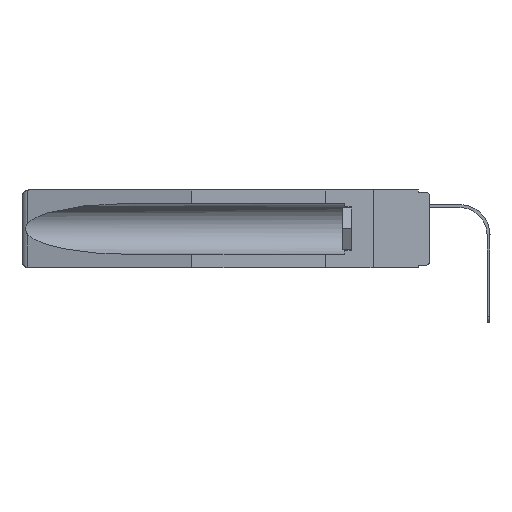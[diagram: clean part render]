
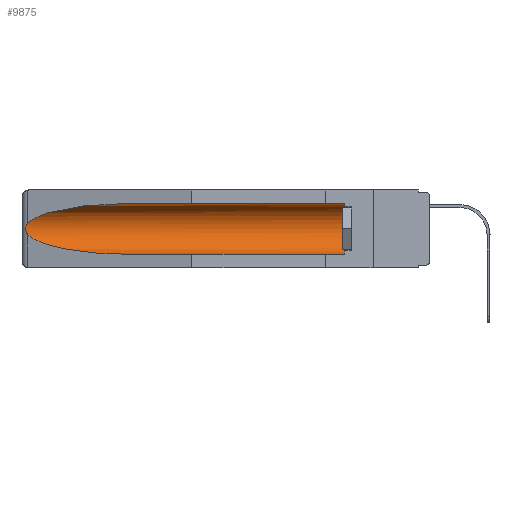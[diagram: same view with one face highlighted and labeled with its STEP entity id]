
A CAD part, left-side view. The second image highlights one B-rep face of the part: STEP entity #9875.
In plain terms, the highlighted cylindrical face has radius 2.857 mm (diameter 5.715 mm), a partial arc.
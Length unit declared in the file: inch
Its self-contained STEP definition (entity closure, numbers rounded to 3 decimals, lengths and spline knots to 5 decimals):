
#169 = LINE ( 'NONE', #13648, #11141 ) ;
#189 = CARTESIAN_POINT ( 'NONE',  ( 0.2675, 1.53308, -0.16763 ) ) ;
#394 = CARTESIAN_POINT ( 'NONE',  ( 0.155, 0.126, -0.059 ) ) ;
#463 = CARTESIAN_POINT ( 'NONE',  ( 0.2673, 1.53269, -0.17917 ) ) ;
#980 = CYLINDRICAL_SURFACE ( 'NONE', #9125, 0.1125 ) ;
#1458 = VERTEX_POINT ( 'NONE', #2877 ) ;
#1629 = CARTESIAN_POINT ( 'NONE',  ( 0.25451, 1.48313, -0.09465 ) ) ;
#1718 = CARTESIAN_POINT ( 'NONE',  ( 0.21114, 1.30732, -0.284 ) ) ;
#1891 = CARTESIAN_POINT ( 'NONE',  ( 0.155, 1.07973, -0.284 ) ) ;
#2514 = LINE ( 'NONE', #10382, #14458 ) ;
#2793 =( BOUNDED_CURVE ( )  B_SPLINE_CURVE ( 3, ( #14999, #13442, #1629, #12308 ),
 .UNSPECIFIED., .F., .T. ) 
 B_SPLINE_CURVE_WITH_KNOTS ( ( 4, 4 ),
 ( 4.71239, 6.08839 ),
 .UNSPECIFIED. ) 
 CURVE ( )  GEOMETRIC_REPRESENTATION_ITEM ( )  RATIONAL_B_SPLINE_CURVE ( ( 1., 0.848, 0.848, 1. ) ) 
 REPRESENTATION_ITEM ( '' )  );
#2877 = CARTESIAN_POINT ( 'NONE',  ( 0.155, 1.07973, -0.059 ) ) ;
#3429 = DIRECTION ( 'NONE',  ( 0., 1., 0. ) ) ;
#3862 = VERTEX_POINT ( 'NONE', #8223 ) ;
#3986 = CARTESIAN_POINT ( 'NONE',  ( 0.26537, 1.52718, -0.19328 ) ) ;
#5068 = EDGE_LOOP ( 'NONE', ( #5887, #6395, #6467, #10068, #10794, #12790 ) ) ;
#5414 = DIRECTION ( 'NONE',  ( 0., 1., 0. ) ) ;
#5887 = ORIENTED_EDGE ( 'NONE', *, *, #15479, .T. ) ;
#5938 = CARTESIAN_POINT ( 'NONE',  ( 0.155, 0.126, -0.1715 ) ) ;
#6203 = DIRECTION ( 'NONE',  ( 0., 1., 0. ) ) ;
#6312 = CARTESIAN_POINT ( 'NONE',  ( 0.155, -0.30754, -0.1715 ) ) ;
#6395 = ORIENTED_EDGE ( 'NONE', *, *, #8376, .T. ) ;
#6467 = ORIENTED_EDGE ( 'NONE', *, *, #12482, .T. ) ;
#6636 = EDGE_CURVE ( 'NONE', #8089, #12516, #2514, .T. ) ;
#7130 = CARTESIAN_POINT ( 'NONE',  ( 0.25451, 1.48313, -0.24835 ) ) ;
#7145 = CIRCLE ( 'NONE', #16918, 0.1125 ) ;
#7948 = VERTEX_POINT ( 'NONE', #394 ) ;
#8089 = VERTEX_POINT ( 'NONE', #10346 ) ;
#8223 = CARTESIAN_POINT ( 'NONE',  ( 0.26537, 1.52718, -0.14972 ) ) ;
#8376 = EDGE_CURVE ( 'NONE', #3862, #16389, #14256, .T. ) ;
#8510 = CARTESIAN_POINT ( 'NONE',  ( 0.26654, 1.53092, -0.15636 ) ) ;
#8745 = EDGE_CURVE ( 'NONE', #7948, #1458, #169, .T. ) ;
#8764 = DIRECTION ( 'NONE',  ( 0., 0., 1. ) ) ;
#9125 = AXIS2_PLACEMENT_3D ( 'NONE', #6312, #3429, #8764 ) ;
#9464 = CARTESIAN_POINT ( 'NONE',  ( 0.26597, 1.52961, -0.15275 ) ) ;
#9550 = CARTESIAN_POINT ( 'NONE',  ( 0.26537, 1.52718, -0.19328 ) ) ;
#9638 = CARTESIAN_POINT ( 'NONE',  ( 0.26537, 1.52718, -0.14972 ) ) ;
#9875 = ADVANCED_FACE ( 'NONE', ( #12958 ), #980, .F. ) ;
#10068 = ORIENTED_EDGE ( 'NONE', *, *, #6636, .F. ) ;
#10346 = CARTESIAN_POINT ( 'NONE',  ( 0.155, 0.126, -0.284 ) ) ;
#10382 = CARTESIAN_POINT ( 'NONE',  ( 0.155, -0.30754, -0.284 ) ) ;
#10794 = ORIENTED_EDGE ( 'NONE', *, *, #16037, .T. ) ;
#10858 = CARTESIAN_POINT ( 'NONE',  ( 0.26597, 1.5296, -0.19026 ) ) ;
#11141 = VECTOR ( 'NONE', #5414, 39.37008 ) ;
#12308 = CARTESIAN_POINT ( 'NONE',  ( 0.26537, 1.52718, -0.14972 ) ) ;
#12355 = CARTESIAN_POINT ( 'NONE',  ( 0.26655, 1.53094, -0.18657 ) ) ;
#12446 = CARTESIAN_POINT ( 'NONE',  ( 0.2675, 1.53308, -0.17534 ) ) ;
#12482 = EDGE_CURVE ( 'NONE', #16389, #12516, #14280, .T. ) ;
#12516 = VERTEX_POINT ( 'NONE', #14902 ) ;
#12671 = DIRECTION ( 'NONE',  ( 0., 0., 1. ) ) ;
#12790 = ORIENTED_EDGE ( 'NONE', *, *, #8745, .T. ) ;
#12819 = CARTESIAN_POINT ( 'NONE',  ( 0.26537, 1.52718, -0.19328 ) ) ;
#12958 = FACE_OUTER_BOUND ( 'NONE', #5068, .T. ) ;
#13442 = CARTESIAN_POINT ( 'NONE',  ( 0.21114, 1.30732, -0.059 ) ) ;
#13648 = CARTESIAN_POINT ( 'NONE',  ( 0.155, -0.30754, -0.059 ) ) ;
#14256 = B_SPLINE_CURVE_WITH_KNOTS ( 'NONE', 3,
 ( #9638, #9464, #8510, #14964, #189, #12446, #463, #12355, #10858, #9550 ),
 .UNSPECIFIED., .F., .F.,
 ( 4, 2, 2, 2, 4 ),
 ( 0., 0.00029, 0.00058, 0.00087, 0.00117 ),
 .UNSPECIFIED. ) ;
#14280 =( BOUNDED_CURVE ( )  B_SPLINE_CURVE ( 3, ( #3986, #7130, #1718, #1891 ),
 .UNSPECIFIED., .F., .T. ) 
 B_SPLINE_CURVE_WITH_KNOTS ( ( 4, 4 ),
 ( 0.1948, 1.5708 ),
 .UNSPECIFIED. ) 
 CURVE ( )  GEOMETRIC_REPRESENTATION_ITEM ( )  RATIONAL_B_SPLINE_CURVE ( ( 1., 0.848, 0.848, 1. ) ) 
 REPRESENTATION_ITEM ( '' )  );
#14458 = VECTOR ( 'NONE', #6203, 39.37008 ) ;
#14902 = CARTESIAN_POINT ( 'NONE',  ( 0.155, 1.07973, -0.284 ) ) ;
#14964 = CARTESIAN_POINT ( 'NONE',  ( 0.2673, 1.5327, -0.16383 ) ) ;
#14999 = CARTESIAN_POINT ( 'NONE',  ( 0.155, 1.07973, -0.059 ) ) ;
#15479 = EDGE_CURVE ( 'NONE', #1458, #3862, #2793, .T. ) ;
#16037 = EDGE_CURVE ( 'NONE', #8089, #7948, #7145, .T. ) ;
#16389 = VERTEX_POINT ( 'NONE', #12819 ) ;
#16601 = DIRECTION ( 'NONE',  ( 0., -1., 0. ) ) ;
#16918 = AXIS2_PLACEMENT_3D ( 'NONE', #5938, #16601, #12671 ) ;
